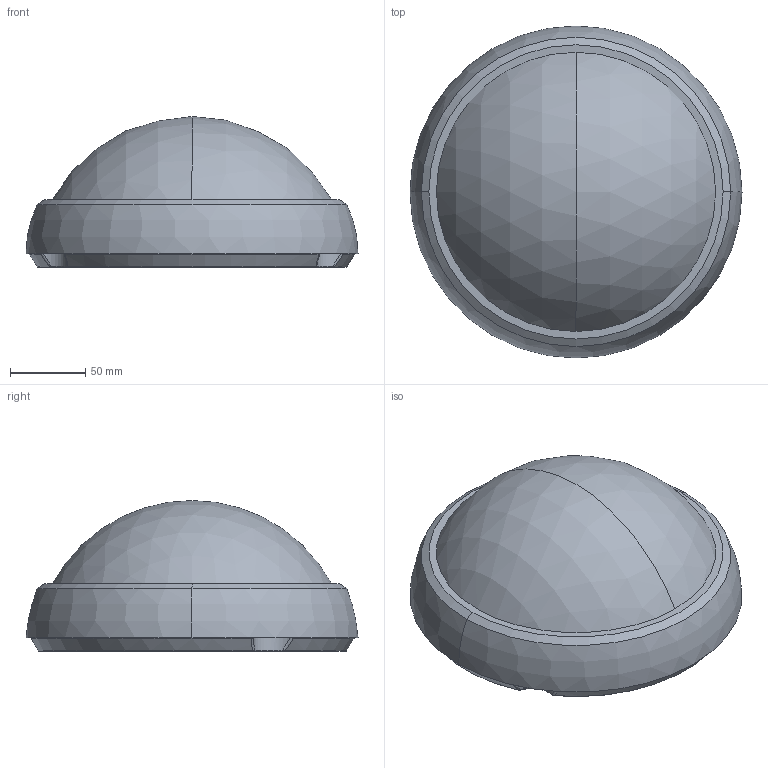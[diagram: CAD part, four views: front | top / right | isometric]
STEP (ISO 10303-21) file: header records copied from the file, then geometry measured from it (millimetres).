
FILE_DESCRIPTION (( 'STEP AP214' ), '1' );
FILE_NAME ('LDPO2-1801D-12-1-K01 Ñâåòèëüíèê ÄÏÎ 1801Ä áåëûé êðóã ïëàñòèê LED 12Âò IP54 ñ ÄÄ.STEP', '2017-06-28T11:26:11', ( '' ), ( '' ), 'SwSTEP 2.0', 'SolidWorks 2014', '' );
FILE_SCHEMA (( 'AUTOMOTIVE_DESIGN' ));
Length unit declared in the file: millimetre
Products named in the file (1): LDPO2-1801D-12-1-K01 Ñâåòèëüíèê ÄÏÎ 1801Ä áåëûé êðóã ïëàñòèê LED 12Âò IP54 ñ ÄÄ
Bounding box: 220 x 220 x 100 mm (x, y, z)
Volume: 2231771.1 mm3; surface area: 121804.1 mm2
Topology: 1 solids, 1 shells, 149 faces, 357 edges, 212 vertices
Faces by surface type: torus 43, cylinder 42, plane 21, bspline 18, sphere 17, cone 8
Entity records: 4575 total; most frequent: CARTESIAN_POINT 1209, DIRECTION 785, ORIENTED_EDGE 668, AXIS2_PLACEMENT_3D 364, EDGE_CURVE 334, CIRCLE 235, VERTEX_POINT 200, EDGE_LOOP 156
